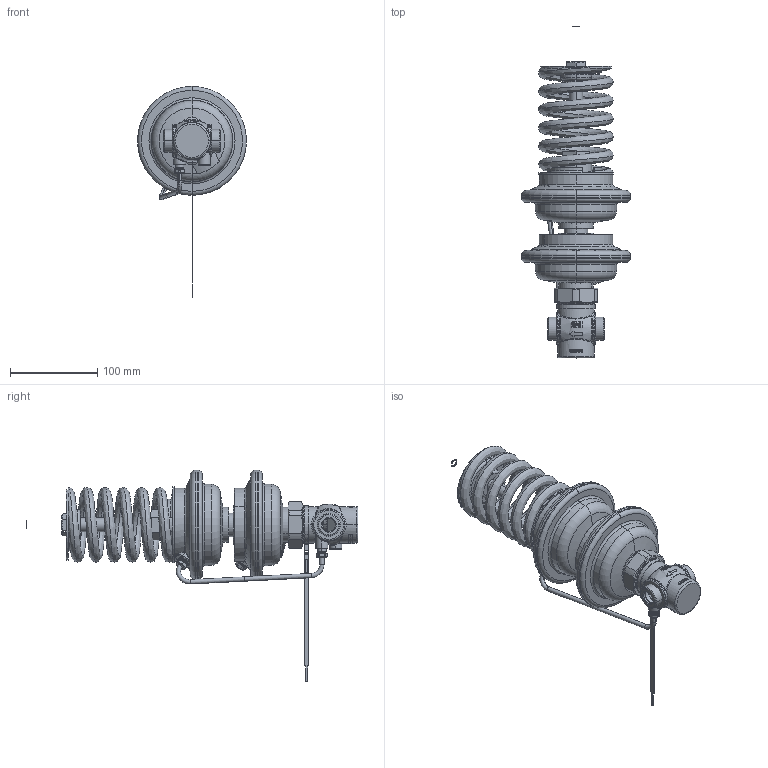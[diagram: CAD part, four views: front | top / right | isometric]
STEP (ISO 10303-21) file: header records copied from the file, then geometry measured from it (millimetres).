
FILE_DESCRIPTION((''),'2;1');
FILE_NAME('003H6969_ASM','2015-03-12T',('u317927'),('Danfoss'),'PRO/ENGINEER BY PARAMETRIC TECHNOLOGY CORPORATION, 2014000','PRO/ENGINEER BY PARAMETRIC TECHNOLOGY CORPORATION, 2014000','');
FILE_SCHEMA(('CONFIG_CONTROL_DESIGN'));
Products named in the file (27): 88810790_ZAVIHAN; 8883732; 8883810; 8883849; 8883848; 8890090; 8881085; 8881101; 8881097_ASM; 8881099; 8881075; 8881100; 8881103; 88837980_ASM; 8882814_ASM; 88829250; 88829160_ASM; 8882820; 8882056; 5454030; 5211524; 8881022; 1206227; 8881111; 8883503; 8883573; 003H6969_ASM
Assembly tree (31 placements, depth 4):
  003H6969_ASM
    88837980_ASM
      88810790_ZAVIHAN  x2
      8883732
      8883810  x2
      8883849
      8883848
      8890090
      8881085
      8881097_ASM
        8881101
      8881099
      8881075
      8881100
      8881103
    8882814_ASM
    88829160_ASM
      88829250
    8882820
    8882056
    5454030  x2
    5211524  x2
    8881022  x2
    1206227
    8881111
    8883503
    8883573
Bounding box: 125.09 x 381.19 x 242.55 mm (x, y, z)
Volume: 625889.7 mm3; surface area: 318746.6 mm2
Topology: 27 solids, 43 shells, 2185 faces, 5383 edges, 3363 vertices
Faces by surface type: plane 1033, cylinder 424, cone 314, torus 244, bspline 154, sphere 16
Entity records: 60246 total; most frequent: CARTESIAN_POINT 20821, ORIENTED_EDGE 8334, DIRECTION 7850, EDGE_CURVE 4204, AXIS2_PLACEMENT_3D 3163, VERTEX_POINT 2633, EDGE_LOOP 1852, FACE_OUTER_BOUND 1709
